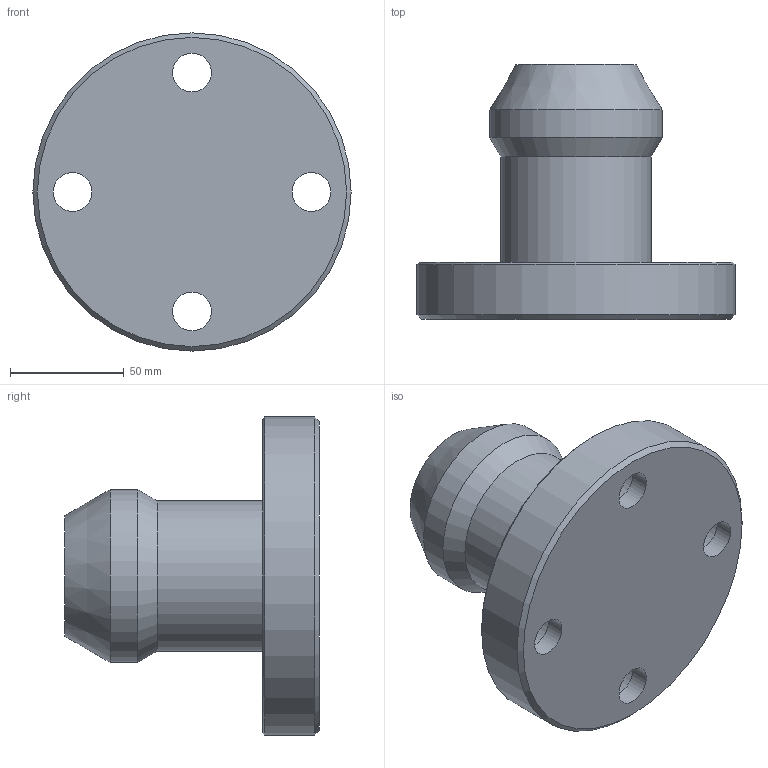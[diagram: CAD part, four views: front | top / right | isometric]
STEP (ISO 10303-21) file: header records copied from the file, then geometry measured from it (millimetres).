
FILE_DESCRIPTION (( 'STEP AP214' ), '1' );
FILE_NAME ('STARK_807 303_A.STEP', '2015-09-11T11:16:03', ( '' ), ( '' ), 'SwSTEP 2.0', 'SolidWorks 2015', '' );
FILE_SCHEMA (( 'AUTOMOTIVE_DESIGN' ));
Length unit declared in the file: millimetre
Products named in the file (1): STARK_807 303_A
Bounding box: 139.9 x 112 x 139.9 mm (x, y, z)
Volume: 653597 mm3; surface area: 64512.1 mm2
Topology: 1 solids, 1 shells, 22 faces, 40 edges, 25 vertices
Faces by surface type: cylinder 11, plane 7, cone 4
Full cylindrical faces by diameter (mm): 17 x4, 26 x4, 66 x1, 76 x1, 139.9 x1
Entity records: 524 total; most frequent: DIRECTION 96, CARTESIAN_POINT 73, ORIENTED_EDGE 50, EDGE_LOOP 50, AXIS2_PLACEMENT_3D 48, FACE_OUTER_BOUND 33, EDGE_CURVE 25, CIRCLE 25
